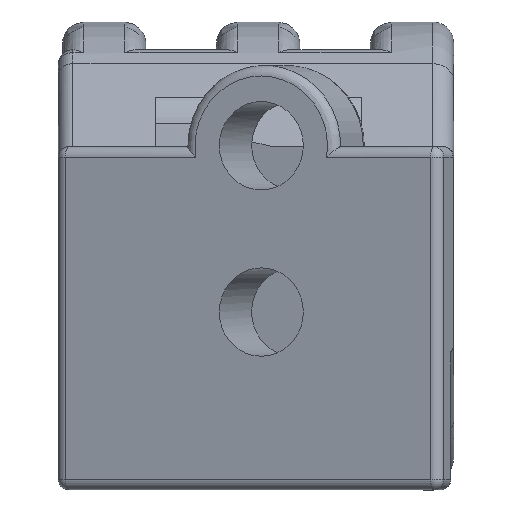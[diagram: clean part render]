
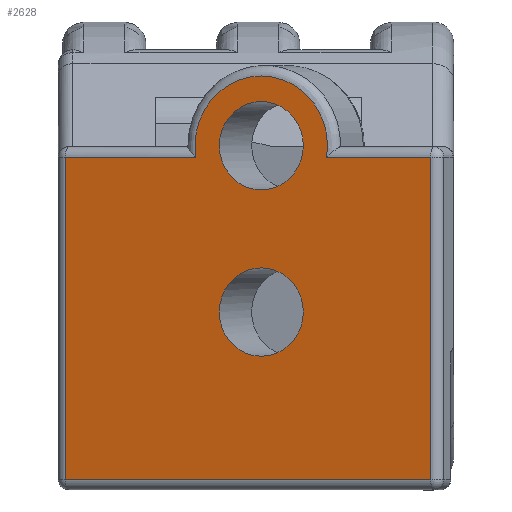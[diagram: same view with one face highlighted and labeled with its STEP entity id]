
A CAD part, left-side view. The second image highlights one B-rep face of the part: STEP entity #2628.
In plain terms, the highlighted planar face has unit normal (-0.95, 0.312, 0).
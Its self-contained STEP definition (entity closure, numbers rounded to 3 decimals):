
#39=FACE_BOUND('',#362,.T.);
#40=FACE_BOUND('',#363,.T.);
#85=PLANE('',#2832);
#194=FACE_OUTER_BOUND('',#361,.T.);
#361=EDGE_LOOP('',(#1782,#1783,#1784,#1785,#1786,#1787));
#362=EDGE_LOOP('',(#1788));
#363=EDGE_LOOP('',(#1789));
#528=CIRCLE('',#2821,3.35);
#534=CIRCLE('',#2833,2.125);
#535=CIRCLE('',#2834,2.125);
#761=LINE('',#4188,#900);
#762=LINE('',#4223,#901);
#765=LINE('',#4248,#904);
#766=LINE('',#4252,#905);
#767=LINE('',#4253,#906);
#900=VECTOR('',#3243,10.);
#901=VECTOR('',#3252,10.);
#904=VECTOR('',#3271,10.);
#905=VECTOR('',#3276,10.);
#906=VECTOR('',#3277,10.);
#1060=VERTEX_POINT('',#4185);
#1061=VERTEX_POINT('',#4187);
#1062=VERTEX_POINT('',#4205);
#1063=VERTEX_POINT('',#4222);
#1067=VERTEX_POINT('',#4247);
#1068=VERTEX_POINT('',#4251);
#1069=VERTEX_POINT('',#4254);
#1070=VERTEX_POINT('',#4256);
#1321=EDGE_CURVE('',#1060,#1061,#761,.T.);
#1324=EDGE_CURVE('',#1061,#1062,#528,.T.);
#1326=EDGE_CURVE('',#1062,#1063,#762,.T.);
#1334=EDGE_CURVE('',#1063,#1067,#765,.T.);
#1336=EDGE_CURVE('',#1068,#1060,#766,.T.);
#1337=EDGE_CURVE('',#1067,#1068,#767,.T.);
#1338=EDGE_CURVE('',#1069,#1069,#534,.T.);
#1339=EDGE_CURVE('',#1070,#1070,#535,.T.);
#1782=ORIENTED_EDGE('',*,*,#1326,.F.);
#1783=ORIENTED_EDGE('',*,*,#1324,.F.);
#1784=ORIENTED_EDGE('',*,*,#1321,.F.);
#1785=ORIENTED_EDGE('',*,*,#1336,.F.);
#1786=ORIENTED_EDGE('',*,*,#1337,.F.);
#1787=ORIENTED_EDGE('',*,*,#1334,.F.);
#1788=ORIENTED_EDGE('',*,*,#1338,.F.);
#1789=ORIENTED_EDGE('',*,*,#1339,.T.);
#2628=ADVANCED_FACE('',(#194,#39,#40),#85,.F.);
#2821=AXIS2_PLACEMENT_3D('',#4206,#3248,#3249);
#2832=AXIS2_PLACEMENT_3D('',#4250,#3274,#3275);
#2833=AXIS2_PLACEMENT_3D('',#4255,#3278,#3279);
#2834=AXIS2_PLACEMENT_3D('',#4257,#3280,#3281);
#3243=DIRECTION('',(-0.312,-0.95,0.));
#3248=DIRECTION('center_axis',(0.95,-0.312,0.));
#3249=DIRECTION('ref_axis',(0.,0.,
1.));
#3252=DIRECTION('',(-0.312,-0.95,0.));
#3271=DIRECTION('',(0.,0.,-1.));
#3274=DIRECTION('center_axis',(0.95,-0.312,0.));
#3275=DIRECTION('ref_axis',(-0.312,-0.95,0.));
#3276=DIRECTION('',(0.,0.,1.));
#3277=DIRECTION('',(0.312,0.95,0.));
#3278=DIRECTION('center_axis',(-0.95,0.312,0.));
#3279=DIRECTION('ref_axis',(0.,0.,
-1.));
#3280=DIRECTION('center_axis',(0.95,-0.312,0.));
#3281=DIRECTION('ref_axis',(-0.312,-0.95,0.));
#4185=CARTESIAN_POINT('',(5.91,-38.144,9.5));
#4187=CARTESIAN_POINT('',(3.854,-44.414,9.5));
#4188=CARTESIAN_POINT('',(5.413,-39.66,9.5));
#4205=CARTESIAN_POINT('',(1.795,-50.694,9.5));
#4206=CARTESIAN_POINT('Origin',(2.825,-47.554,10.053));
#4222=CARTESIAN_POINT('',(0.153,-55.702,9.5));
#4223=CARTESIAN_POINT('',(5.413,-39.66,9.5));
#4247=CARTESIAN_POINT('',(0.153,-55.702,-6.));
#4248=CARTESIAN_POINT('',(0.153,-55.702,5.));
#4250=CARTESIAN_POINT('Origin',(5.997,-37.877,10.));
#4251=CARTESIAN_POINT('',(5.91,-38.144,-6.));
#4252=CARTESIAN_POINT('',(5.91,-38.144,7.5));
#4253=CARTESIAN_POINT('',(4.579,-42.204,-6.));
#4254=CARTESIAN_POINT('',(2.825,-47.554,4.178));
#4255=CARTESIAN_POINT('Origin',(2.825,-47.554,2.053));
#4256=CARTESIAN_POINT('',(3.487,-45.535,10.053));
#4257=CARTESIAN_POINT('Origin',(2.825,-47.554,10.053));
